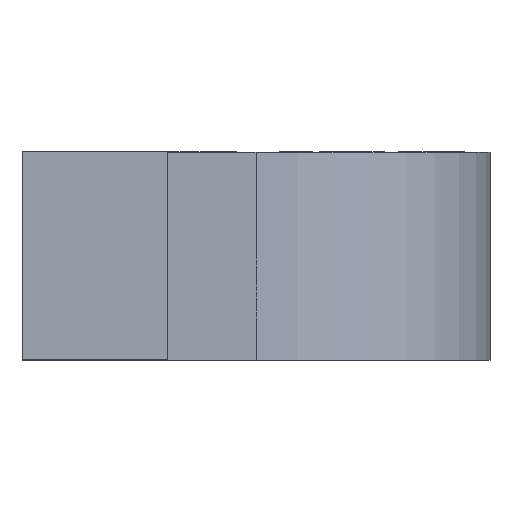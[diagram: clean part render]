
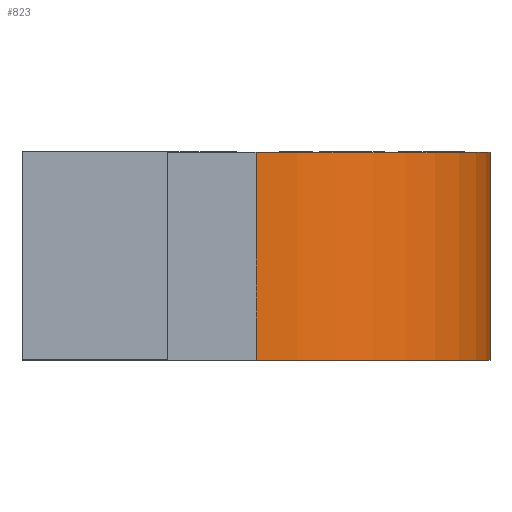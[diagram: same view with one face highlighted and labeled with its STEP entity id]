
A CAD part, left-side view. The second image highlights one B-rep face of the part: STEP entity #823.
In plain terms, the highlighted cylindrical face has radius 11.25 mm (diameter 22.5 mm), a partial arc.
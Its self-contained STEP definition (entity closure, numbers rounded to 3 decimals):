
#78 = LINE ( 'NONE', #262, #1926 ) ;
#109 = DIRECTION ( 'NONE',  ( 1., 0., 0. ) ) ;
#211 = DIRECTION ( 'NONE',  ( 0., 0., -1. ) ) ;
#245 = DIRECTION ( 'NONE',  ( 0., 0., 1. ) ) ;
#262 = CARTESIAN_POINT ( 'NONE',  ( -11.25, 0., 10. ) ) ;
#312 = CARTESIAN_POINT ( 'NONE',  ( 11.25, 0., 10. ) ) ;
#327 = CARTESIAN_POINT ( 'NONE',  ( -11.25, 0., 10. ) ) ;
#446 = DIRECTION ( 'NONE',  ( 0., 0., 1. ) ) ;
#479 = DIRECTION ( 'NONE',  ( 0., 0., -1. ) ) ;
#549 = CARTESIAN_POINT ( 'NONE',  ( 0., 0., 10. ) ) ;
#590 = VERTEX_POINT ( 'NONE', #1247 ) ;
#660 = EDGE_CURVE ( 'NONE', #590, #1777, #2053, .T. ) ;
#718 = EDGE_CURVE ( 'NONE', #1441, #590, #78, .T. ) ;
#796 = VECTOR ( 'NONE', #479, 1000. ) ;
#823 = ADVANCED_FACE ( 'NONE', ( #1082 ), #2189, .T. ) ;
#913 = ORIENTED_EDGE ( 'NONE', *, *, #1861, .F. ) ;
#1002 = EDGE_LOOP ( 'NONE', ( #2303, #1946, #913, #2221 ) ) ;
#1082 = FACE_OUTER_BOUND ( 'NONE', #1002, .T. ) ;
#1129 = CARTESIAN_POINT ( 'NONE',  ( 11.25, 0., 0. ) ) ;
#1131 = AXIS2_PLACEMENT_3D ( 'NONE', #549, #211, #2203 ) ;
#1162 = CARTESIAN_POINT ( 'NONE',  ( 0., 0., 0. ) ) ;
#1247 = CARTESIAN_POINT ( 'NONE',  ( -11.25, 0., 0. ) ) ;
#1334 = AXIS2_PLACEMENT_3D ( 'NONE', #2069, #245, #2057 ) ;
#1364 = DIRECTION ( 'NONE',  ( 0., 0., -1. ) ) ;
#1441 = VERTEX_POINT ( 'NONE', #327 ) ;
#1550 = AXIS2_PLACEMENT_3D ( 'NONE', #1162, #446, #109 ) ;
#1728 = VERTEX_POINT ( 'NONE', #1987 ) ;
#1748 = LINE ( 'NONE', #312, #796 ) ;
#1777 = VERTEX_POINT ( 'NONE', #1129 ) ;
#1861 = EDGE_CURVE ( 'NONE', #1441, #1728, #2101, .T. ) ;
#1926 = VECTOR ( 'NONE', #1364, 1000. ) ;
#1946 = ORIENTED_EDGE ( 'NONE', *, *, #2117, .F. ) ;
#1987 = CARTESIAN_POINT ( 'NONE',  ( 11.25, 0., 10. ) ) ;
#2053 = CIRCLE ( 'NONE', #1550, 11.25 ) ;
#2057 = DIRECTION ( 'NONE',  ( 1., 0., 0. ) ) ;
#2069 = CARTESIAN_POINT ( 'NONE',  ( 0., 0., 10. ) ) ;
#2101 = CIRCLE ( 'NONE', #1334, 11.25 ) ;
#2117 = EDGE_CURVE ( 'NONE', #1728, #1777, #1748, .T. ) ;
#2189 = CYLINDRICAL_SURFACE ( 'NONE', #1131, 11.25 ) ;
#2203 = DIRECTION ( 'NONE',  ( -1., 0., 0. ) ) ;
#2221 = ORIENTED_EDGE ( 'NONE', *, *, #718, .T. ) ;
#2303 = ORIENTED_EDGE ( 'NONE', *, *, #660, .T. ) ;
